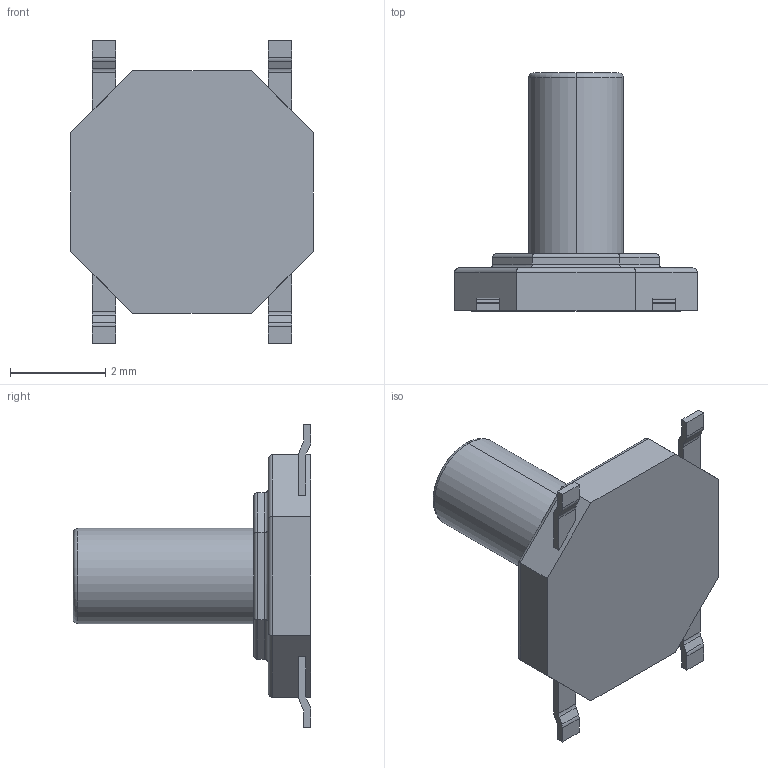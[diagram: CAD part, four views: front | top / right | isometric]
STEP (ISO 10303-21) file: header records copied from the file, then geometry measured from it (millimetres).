
FILE_DESCRIPTION (( 'STEP AP214' ), '1' );
FILE_NAME ('KEY4x4 H5.STEP', '2022-07-28T07:27:07', ( '' ), ( '' ), 'SwSTEP 2.0', 'SolidWorks 2021', '' );
FILE_SCHEMA (( 'AUTOMOTIVE_DESIGN' ));
Length unit declared in the file: millimetre
Products named in the file (1): KEY4x4 H5
Bounding box: 5.1 x 5 x 6.37 mm (x, y, z)
Volume: 35.9 mm3; surface area: 92.9 mm2
Topology: 1 solids, 1 shells, 100 faces, 250 edges, 158 vertices
Faces by surface type: plane 56, cylinder 42, torus 2
Entity records: 3642 total; most frequent: CARTESIAN_POINT 581, ORIENTED_EDGE 500, DIRECTION 468, EDGE_CURVE 250, LINE 186, VECTOR 186, VERTEX_POINT 158, AXIS2_PLACEMENT_3D 141
